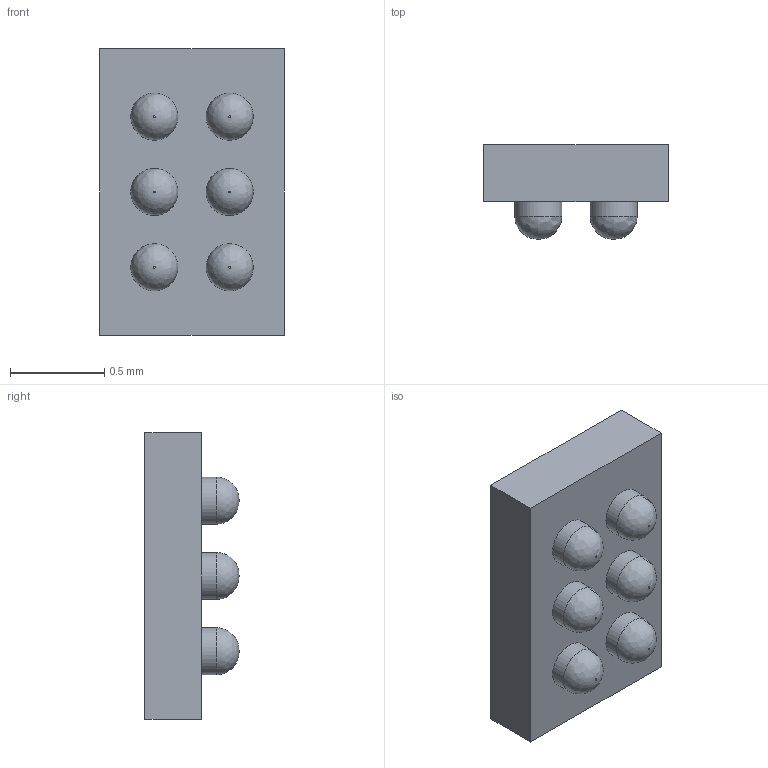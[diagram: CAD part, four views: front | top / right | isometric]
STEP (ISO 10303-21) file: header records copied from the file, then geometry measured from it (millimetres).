
FILE_DESCRIPTION(/* description */ (''),/* implementation_level */ '2;1');
FILE_NAME(/* name */ 'BGA-6_1x1.5mm_2x3p0.4 v2.step',/* time_stamp */ '2021-11-04T05:47:12-07:00',/* author */ (''),/* organization */ (''),/* preprocessor_version */ 'ST-DEVELOPER v18.1',/* originating_system */ 'Autodesk Translation Framework v10.10.0.1391',/* authorisation */ '');
FILE_SCHEMA (('AUTOMOTIVE_DESIGN { 1 0 10303 214 3 1 1 }'));
Length unit declared in the file: millimetre
Products named in the file (1): BGA-6_1x1.5mm_2x3p0.4
Bounding box: 0.98 x 0.5 x 1.52 mm (x, y, z)
Volume: 0.5 mm3; surface area: 5.8 mm2
Topology: 7 solids, 7 shells, 32 faces, 51 edges, 34 vertices
Faces by surface type: plane 19, bspline 6, cylinder 6, cone 1
Full cylindrical faces by diameter (mm): 0.25 x6
Entity records: 913 total; most frequent: CARTESIAN_POINT 274, DIRECTION 137, ORIENTED_EDGE 102, AXIS2_PLACEMENT_3D 59, EDGE_CURVE 51, VERTEX_POINT 34, EDGE_LOOP 33, FACE_OUTER_BOUND 32
